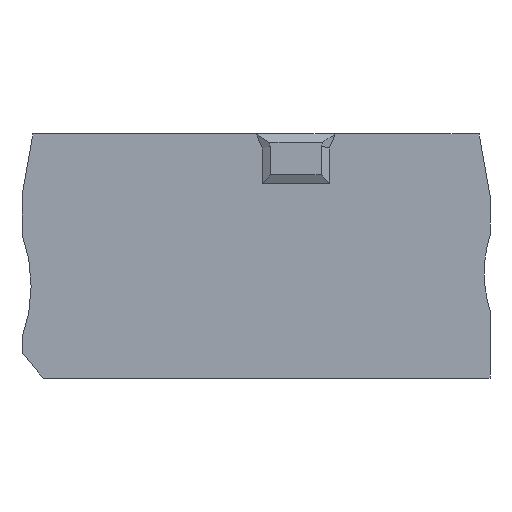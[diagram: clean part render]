
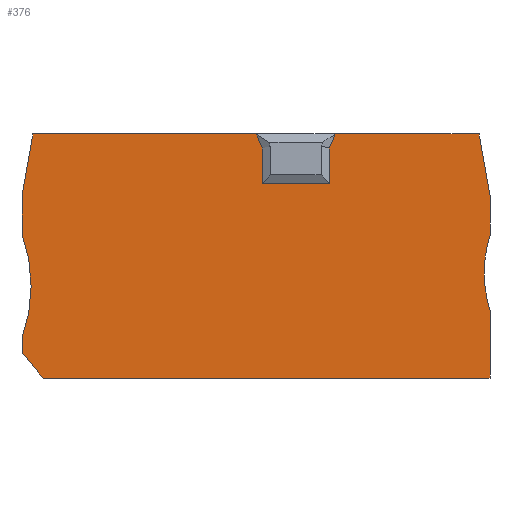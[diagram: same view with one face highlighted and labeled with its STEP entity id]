
A CAD part, left-side view. The second image highlights one B-rep face of the part: STEP entity #376.
In plain terms, the highlighted planar face has unit normal (-1, 0, 0).
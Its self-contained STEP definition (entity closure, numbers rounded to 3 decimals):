
#72=CARTESIAN_POINT('',(-0.,27.265,27.523));
#73=VERTEX_POINT('',#72);
#96=CARTESIAN_POINT('',(-0.,27.962,29.2));
#97=VERTEX_POINT('',#96);
#104=CARTESIAN_POINT('',(0.,27.861,28.958));
#105=VERTEX_POINT('',#104);
#106=CARTESIAN_POINT('',(-0.,27.962,29.2));
#107=CARTESIAN_POINT('',(0.,27.861,28.958));
#108=B_SPLINE_CURVE_WITH_KNOTS('',1,(#106,#107),.UNSPECIFIED.,.F.,.F.,(2,2),(0.,0.262),.UNSPECIFIED.);
#109=EDGE_CURVE('',#97,#105,#108,.T.);
#111=CARTESIAN_POINT('',(0.,27.861,28.958));
#112=CARTESIAN_POINT('',(-0.,27.265,27.523));
#113=B_SPLINE_CURVE_WITH_KNOTS('',1,(#111,#112),.UNSPECIFIED.,.F.,.F.,(2,2),(0.,1.553),.UNSPECIFIED.);
#114=EDGE_CURVE('',#105,#73,#113,.T.);
#206=CARTESIAN_POINT('',(-0.,28.,29.2));
#207=DIRECTION('',(1.,-0.,0.));
#208=DIRECTION('',(0.,1.,0.));
#209=AXIS2_PLACEMENT_3D('',#206,#207,#208);
#210=PLANE('',#209);
#211=CARTESIAN_POINT('',(-0.,18.254,29.2));
#212=VERTEX_POINT('',#211);
#213=CARTESIAN_POINT('',(-0.,1.3,29.2));
#214=VERTEX_POINT('',#213);
#215=CARTESIAN_POINT('',(-0.,18.254,29.2));
#216=DIRECTION('',(-0.,-1.,-0.));
#217=VECTOR('',#216,16.954);
#218=LINE('',#215,#217);
#219=EDGE_CURVE('',#212,#214,#218,.T.);
#220=ORIENTED_EDGE('',*,*,#219,.F.);
#221=CARTESIAN_POINT('',(-0.,18.518,29.2));
#222=VERTEX_POINT('',#221);
#223=CARTESIAN_POINT('',(-0.,18.518,29.2));
#224=DIRECTION('',(-0.,-1.,-0.));
#225=VECTOR('',#224,0.263);
#226=LINE('',#223,#225);
#227=EDGE_CURVE('',#222,#212,#226,.T.);
#228=ORIENTED_EDGE('',*,*,#227,.F.);
#229=CARTESIAN_POINT('',(-0.,18.618,28.958));
#230=VERTEX_POINT('',#229);
#231=CARTESIAN_POINT('',(-0.,18.619,28.958));
#232=DIRECTION('',(-0.,-0.384,0.923));
#233=VECTOR('',#232,0.262);
#234=LINE('',#231,#233);
#235=EDGE_CURVE('',#230,#222,#234,.T.);
#236=ORIENTED_EDGE('',*,*,#235,.F.);
#237=CARTESIAN_POINT('',(-0.,19.215,27.523));
#238=VERTEX_POINT('',#237);
#239=CARTESIAN_POINT('',(-0.,19.215,27.523));
#240=DIRECTION('',(-0.,-0.384,0.923));
#241=VECTOR('',#240,1.554);
#242=LINE('',#239,#241);
#243=EDGE_CURVE('',#238,#230,#242,.T.);
#244=ORIENTED_EDGE('',*,*,#243,.F.);
#245=CARTESIAN_POINT('',(-0.,19.215,23.3));
#246=VERTEX_POINT('',#245);
#247=CARTESIAN_POINT('',(-0.,19.215,23.3));
#248=DIRECTION('',(-0.,-0.,1.));
#249=VECTOR('',#248,4.223);
#250=LINE('',#247,#249);
#251=EDGE_CURVE('',#246,#238,#250,.T.);
#252=ORIENTED_EDGE('',*,*,#251,.F.);
#253=CARTESIAN_POINT('',(-0.,27.265,23.3));
#254=VERTEX_POINT('',#253);
#255=CARTESIAN_POINT('',(-0.,27.265,23.3));
#256=DIRECTION('',(-0.,-1.,-0.));
#257=VECTOR('',#256,8.05);
#258=LINE('',#255,#257);
#259=EDGE_CURVE('',#254,#246,#258,.T.);
#260=ORIENTED_EDGE('',*,*,#259,.F.);
#261=CARTESIAN_POINT('',(-0.,27.265,27.523));
#262=DIRECTION('',(0.,0.,-1.));
#263=VECTOR('',#262,4.223);
#264=LINE('',#261,#263);
#265=EDGE_CURVE('',#73,#254,#264,.T.);
#266=ORIENTED_EDGE('',*,*,#265,.F.);
#267=ORIENTED_EDGE('',*,*,#114,.F.);
#268=ORIENTED_EDGE('',*,*,#109,.F.);
#269=CARTESIAN_POINT('',(-0.,28.226,29.2));
#270=VERTEX_POINT('',#269);
#271=CARTESIAN_POINT('',(-0.,28.226,29.2));
#272=DIRECTION('',(-0.,-1.,-0.));
#273=VECTOR('',#272,0.263);
#274=LINE('',#271,#273);
#275=EDGE_CURVE('',#270,#97,#274,.T.);
#276=ORIENTED_EDGE('',*,*,#275,.F.);
#277=CARTESIAN_POINT('',(-0.,54.7,29.2));
#278=VERTEX_POINT('',#277);
#279=CARTESIAN_POINT('',(-0.,54.7,29.2));
#280=DIRECTION('',(-0.,-1.,-0.));
#281=VECTOR('',#280,26.474);
#282=LINE('',#279,#281);
#283=EDGE_CURVE('',#278,#270,#282,.T.);
#284=ORIENTED_EDGE('',*,*,#283,.F.);
#285=CARTESIAN_POINT('',(-0.,56.,21.827));
#286=VERTEX_POINT('',#285);
#287=CARTESIAN_POINT('',(-0.,56.,21.827));
#288=DIRECTION('',(-0.,-0.174,0.985));
#289=VECTOR('',#288,7.486);
#290=LINE('',#287,#289);
#291=EDGE_CURVE('',#286,#278,#290,.T.);
#292=ORIENTED_EDGE('',*,*,#291,.F.);
#293=CARTESIAN_POINT('',(-0.,56.,17.18));
#294=VERTEX_POINT('',#293);
#295=CARTESIAN_POINT('',(-0.,56.,17.18));
#296=DIRECTION('',(0.,-0.,1.));
#297=VECTOR('',#296,4.647);
#298=LINE('',#295,#297);
#299=EDGE_CURVE('',#294,#286,#298,.T.);
#300=ORIENTED_EDGE('',*,*,#299,.F.);
#301=CARTESIAN_POINT('',(-0.,56.,4.82));
#302=VERTEX_POINT('',#301);
#303=CARTESIAN_POINT('',(-0.,72.964,11.));
#304=DIRECTION('',(-1.,0.,-0.));
#305=DIRECTION('',(0.,1.,0.));
#306=AXIS2_PLACEMENT_3D('',#303,#304,#305);
#307=CIRCLE('',#306,18.055);
#308=EDGE_CURVE('',#302,#294,#307,.T.);
#309=ORIENTED_EDGE('',*,*,#308,.F.);
#310=CARTESIAN_POINT('',(-0.,56.,3.));
#311=VERTEX_POINT('',#310);
#312=CARTESIAN_POINT('',(-0.,56.,3.));
#313=DIRECTION('',(0.,-0.,1.));
#314=VECTOR('',#313,1.82);
#315=LINE('',#312,#314);
#316=EDGE_CURVE('',#311,#302,#315,.T.);
#317=ORIENTED_EDGE('',*,*,#316,.F.);
#318=CARTESIAN_POINT('',(-0.,53.482,-0.));
#319=VERTEX_POINT('',#318);
#320=CARTESIAN_POINT('',(-0.,53.482,-0.));
#321=DIRECTION('',(0.,0.643,0.766));
#322=VECTOR('',#321,3.917);
#323=LINE('',#320,#322);
#324=EDGE_CURVE('',#319,#311,#323,.T.);
#325=ORIENTED_EDGE('',*,*,#324,.F.);
#326=CARTESIAN_POINT('',(-0.,0.,0.));
#327=VERTEX_POINT('',#326);
#328=CARTESIAN_POINT('',(-0.,0.,-0.));
#329=DIRECTION('',(0.,1.,0.));
#330=VECTOR('',#329,53.482);
#331=LINE('',#328,#330);
#332=EDGE_CURVE('',#327,#319,#331,.T.);
#333=ORIENTED_EDGE('',*,*,#332,.F.);
#334=CARTESIAN_POINT('',(-0.,0.,8.056));
#335=VERTEX_POINT('',#334);
#336=CARTESIAN_POINT('',(-0.,0.,8.056));
#337=DIRECTION('',(0.,0.,-1.));
#338=VECTOR('',#337,8.056);
#339=LINE('',#336,#338);
#340=EDGE_CURVE('',#335,#327,#339,.T.);
#341=ORIENTED_EDGE('',*,*,#340,.F.);
#342=CARTESIAN_POINT('',(-0.,0.681,12.575));
#343=VERTEX_POINT('',#342);
#344=CARTESIAN_POINT('',(-0.,-14.643,12.575));
#345=DIRECTION('',(-1.,0.,-0.));
#346=DIRECTION('',(0.,1.,0.));
#347=AXIS2_PLACEMENT_3D('',#344,#345,#346);
#348=CIRCLE('',#347,15.324);
#349=EDGE_CURVE('',#343,#335,#348,.T.);
#350=ORIENTED_EDGE('',*,*,#349,.F.);
#351=CARTESIAN_POINT('',(-0.,0.,17.093));
#352=VERTEX_POINT('',#351);
#353=CARTESIAN_POINT('',(-0.,-14.643,12.575));
#354=DIRECTION('',(-1.,0.,-0.));
#355=DIRECTION('',(0.,1.,0.));
#356=AXIS2_PLACEMENT_3D('',#353,#354,#355);
#357=CIRCLE('',#356,15.324);
#358=EDGE_CURVE('',#352,#343,#357,.T.);
#359=ORIENTED_EDGE('',*,*,#358,.F.);
#360=CARTESIAN_POINT('',(-0.,0.,21.827));
#361=VERTEX_POINT('',#360);
#362=CARTESIAN_POINT('',(-0.,0.,21.827));
#363=DIRECTION('',(0.,0.,-1.));
#364=VECTOR('',#363,4.735);
#365=LINE('',#362,#364);
#366=EDGE_CURVE('',#361,#352,#365,.T.);
#367=ORIENTED_EDGE('',*,*,#366,.F.);
#368=CARTESIAN_POINT('',(-0.,1.3,29.2));
#369=DIRECTION('',(-0.,-0.174,-0.985));
#370=VECTOR('',#369,7.486);
#371=LINE('',#368,#370);
#372=EDGE_CURVE('',#214,#361,#371,.T.);
#373=ORIENTED_EDGE('',*,*,#372,.F.);
#374=EDGE_LOOP('',(#220,#228,#236,#244,#252,#260,#266,#267,#268,#276,#284,#292,#300,#309,#317,#325,#333,#341,#350,#359,#367,#373));
#375=FACE_BOUND('',#374,.T.);
#376=ADVANCED_FACE('',(#375),#210,.F.);
